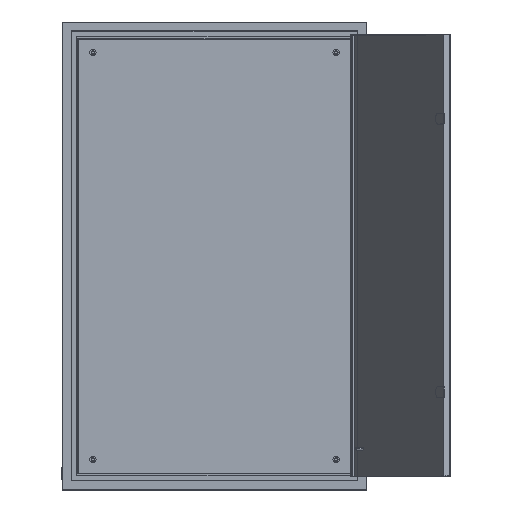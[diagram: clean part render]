
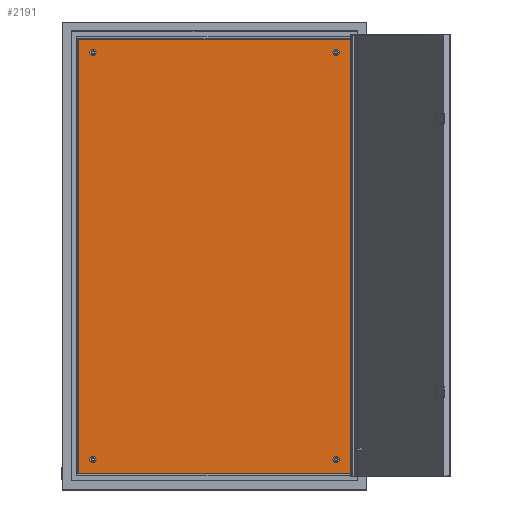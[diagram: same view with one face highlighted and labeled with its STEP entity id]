
A CAD part, top view. The second image highlights one B-rep face of the part: STEP entity #2191.
In plain terms, the highlighted planar face has unit normal (0, 0, 1).
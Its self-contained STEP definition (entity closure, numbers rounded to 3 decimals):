
#126 = CARTESIAN_POINT ( 'NONE',  ( 260., -435., 0. ) ) ;
#174 = CARTESIAN_POINT ( 'NONE',  ( -292.5, -465., 0. ) ) ;
#227 = VECTOR ( 'NONE', #2576, 1000. ) ;
#272 = ORIENTED_EDGE ( 'NONE', *, *, #610, .T. ) ;
#321 = FACE_BOUND ( 'NONE', #620, .T. ) ;
#337 = ORIENTED_EDGE ( 'NONE', *, *, #4109, .T. ) ;
#348 = DIRECTION ( 'NONE',  ( 0., -1., 0. ) ) ;
#421 = CARTESIAN_POINT ( 'NONE',  ( 260., 435., 0. ) ) ;
#445 = VERTEX_POINT ( 'NONE', #4732 ) ;
#480 = LINE ( 'NONE', #4786, #1152 ) ;
#535 = CARTESIAN_POINT ( 'NONE',  ( -292.5, 465., 0. ) ) ;
#562 = AXIS2_PLACEMENT_3D ( 'NONE', #952, #5062, #5025 ) ;
#574 = EDGE_CURVE ( 'NONE', #5158, #5107, #480, .T. ) ;
#610 = EDGE_CURVE ( 'NONE', #3489, #445, #3068, .T. ) ;
#620 = EDGE_LOOP ( 'NONE', ( #1045, #4783 ) ) ;
#729 = EDGE_LOOP ( 'NONE', ( #4183, #4678 ) ) ;
#846 = AXIS2_PLACEMENT_3D ( 'NONE', #2363, #3586, #5190 ) ;
#857 = CARTESIAN_POINT ( 'NONE',  ( -265., -435., 0. ) ) ;
#868 = ORIENTED_EDGE ( 'NONE', *, *, #4809, .F. ) ;
#952 = CARTESIAN_POINT ( 'NONE',  ( -260., -435., 0. ) ) ;
#959 = DIRECTION ( 'NONE',  ( 0., 0., 1. ) ) ;
#978 = AXIS2_PLACEMENT_3D ( 'NONE', #3391, #3413, #2577 ) ;
#983 = EDGE_LOOP ( 'NONE', ( #868, #2821 ) ) ;
#1045 = ORIENTED_EDGE ( 'NONE', *, *, #4841, .F. ) ;
#1050 = DIRECTION ( 'NONE',  ( -1., 0., 0. ) ) ;
#1117 = FACE_BOUND ( 'NONE', #729, .T. ) ;
#1152 = VECTOR ( 'NONE', #2769, 1000. ) ;
#1162 = PLANE ( 'NONE',  #3876 ) ;
#1269 = EDGE_LOOP ( 'NONE', ( #2511, #3090 ) ) ;
#1274 = VECTOR ( 'NONE', #1050, 1000. ) ;
#1468 = EDGE_CURVE ( 'NONE', #4688, #1570, #2237, .T. ) ;
#1563 = EDGE_LOOP ( 'NONE', ( #272, #1976, #4352, #337 ) ) ;
#1570 = VERTEX_POINT ( 'NONE', #3364 ) ;
#1614 = EDGE_CURVE ( 'NONE', #3305, #3412, #4261, .T. ) ;
#1629 = DIRECTION ( 'NONE',  ( -1., 0., 0. ) ) ;
#1702 = DIRECTION ( 'NONE',  ( 1., 0., 0. ) ) ;
#1727 = AXIS2_PLACEMENT_3D ( 'NONE', #3410, #959, #2609 ) ;
#1730 = CARTESIAN_POINT ( 'NONE',  ( -255., -435., 0. ) ) ;
#1747 = LINE ( 'NONE', #4300, #1274 ) ;
#1762 = CARTESIAN_POINT ( 'NONE',  ( 292.5, -465., 0. ) ) ;
#1851 = VERTEX_POINT ( 'NONE', #4327 ) ;
#1896 = EDGE_CURVE ( 'NONE', #4650, #3572, #5010, .T. ) ;
#1976 = ORIENTED_EDGE ( 'NONE', *, *, #5173, .T. ) ;
#2018 = VERTEX_POINT ( 'NONE', #3314 ) ;
#2088 = CARTESIAN_POINT ( 'NONE',  ( 0., 0., 0. ) ) ;
#2191 = ADVANCED_FACE ( 'NONE', ( #3677, #1117, #321, #2343, #5132 ), #1162, .T. ) ;
#2237 = CIRCLE ( 'NONE', #3169, 5. ) ;
#2343 = FACE_BOUND ( 'NONE', #1269, .T. ) ;
#2363 = CARTESIAN_POINT ( 'NONE',  ( -260., -435., 0. ) ) ;
#2414 = DIRECTION ( 'NONE',  ( 0., 0., 1. ) ) ;
#2501 = DIRECTION ( 'NONE',  ( 1., 0., 0. ) ) ;
#2511 = ORIENTED_EDGE ( 'NONE', *, *, #5180, .F. ) ;
#2576 = DIRECTION ( 'NONE',  ( 1., 0., 0. ) ) ;
#2577 = DIRECTION ( 'NONE',  ( 1., 0., 0. ) ) ;
#2609 = DIRECTION ( 'NONE',  ( 1., 0., 0. ) ) ;
#2714 = DIRECTION ( 'NONE',  ( 0., 0., 1. ) ) ;
#2731 = CARTESIAN_POINT ( 'NONE',  ( 260., -435., 0. ) ) ;
#2747 = DIRECTION ( 'NONE',  ( 1., 0., 0. ) ) ;
#2752 = CARTESIAN_POINT ( 'NONE',  ( -292.5, 465., 0. ) ) ;
#2769 = DIRECTION ( 'NONE',  ( 0., 1., 0. ) ) ;
#2821 = ORIENTED_EDGE ( 'NONE', *, *, #1614, .F. ) ;
#2835 = DIRECTION ( 'NONE',  ( 0., 0., 1. ) ) ;
#2999 = CIRCLE ( 'NONE', #846, 5. ) ;
#3068 = LINE ( 'NONE', #2752, #3334 ) ;
#3069 = AXIS2_PLACEMENT_3D ( 'NONE', #126, #3287, #1702 ) ;
#3090 = ORIENTED_EDGE ( 'NONE', *, *, #3929, .F. ) ;
#3137 = CIRCLE ( 'NONE', #4457, 5. ) ;
#3169 = AXIS2_PLACEMENT_3D ( 'NONE', #421, #2414, #4482 ) ;
#3287 = DIRECTION ( 'NONE',  ( 0., 0., 1. ) ) ;
#3305 = VERTEX_POINT ( 'NONE', #857 ) ;
#3314 = CARTESIAN_POINT ( 'NONE',  ( -265., 435., 0. ) ) ;
#3334 = VECTOR ( 'NONE', #348, 1000. ) ;
#3364 = CARTESIAN_POINT ( 'NONE',  ( 265., 435., 0. ) ) ;
#3391 = CARTESIAN_POINT ( 'NONE',  ( -260., 435., 0. ) ) ;
#3410 = CARTESIAN_POINT ( 'NONE',  ( -260., 435., 0. ) ) ;
#3412 = VERTEX_POINT ( 'NONE', #1730 ) ;
#3413 = DIRECTION ( 'NONE',  ( 0., 0., 1. ) ) ;
#3425 = CARTESIAN_POINT ( 'NONE',  ( 265., -435., 0. ) ) ;
#3488 = CARTESIAN_POINT ( 'NONE',  ( 255., -435., 0. ) ) ;
#3489 = VERTEX_POINT ( 'NONE', #535 ) ;
#3572 = VERTEX_POINT ( 'NONE', #3488 ) ;
#3586 = DIRECTION ( 'NONE',  ( 0., 0., 1. ) ) ;
#3656 = EDGE_CURVE ( 'NONE', #3572, #4650, #3137, .T. ) ;
#3677 = FACE_BOUND ( 'NONE', #983, .T. ) ;
#3876 = AXIS2_PLACEMENT_3D ( 'NONE', #2088, #2835, #2501 ) ;
#3929 = EDGE_CURVE ( 'NONE', #2018, #1851, #4745, .T. ) ;
#3957 = AXIS2_PLACEMENT_3D ( 'NONE', #4848, #4863, #1629 ) ;
#4109 = EDGE_CURVE ( 'NONE', #5107, #3489, #1747, .T. ) ;
#4183 = ORIENTED_EDGE ( 'NONE', *, *, #1896, .F. ) ;
#4199 = CARTESIAN_POINT ( 'NONE',  ( 292.5, 465., 0. ) ) ;
#4217 = CIRCLE ( 'NONE', #3957, 5. ) ;
#4261 = CIRCLE ( 'NONE', #562, 5. ) ;
#4300 = CARTESIAN_POINT ( 'NONE',  ( -292.5, 465., 0. ) ) ;
#4327 = CARTESIAN_POINT ( 'NONE',  ( -255., 435., 0. ) ) ;
#4336 = CARTESIAN_POINT ( 'NONE',  ( 255., 435., 0. ) ) ;
#4352 = ORIENTED_EDGE ( 'NONE', *, *, #574, .T. ) ;
#4457 = AXIS2_PLACEMENT_3D ( 'NONE', #2731, #2714, #2747 ) ;
#4482 = DIRECTION ( 'NONE',  ( -1., 0., 0. ) ) ;
#4528 = CIRCLE ( 'NONE', #1727, 5. ) ;
#4650 = VERTEX_POINT ( 'NONE', #3425 ) ;
#4678 = ORIENTED_EDGE ( 'NONE', *, *, #3656, .F. ) ;
#4688 = VERTEX_POINT ( 'NONE', #4336 ) ;
#4732 = CARTESIAN_POINT ( 'NONE',  ( -292.5, -465., 0. ) ) ;
#4734 = LINE ( 'NONE', #174, #227 ) ;
#4745 = CIRCLE ( 'NONE', #978, 5. ) ;
#4783 = ORIENTED_EDGE ( 'NONE', *, *, #1468, .F. ) ;
#4786 = CARTESIAN_POINT ( 'NONE',  ( 292.5, 465., 0. ) ) ;
#4809 = EDGE_CURVE ( 'NONE', #3412, #3305, #2999, .T. ) ;
#4841 = EDGE_CURVE ( 'NONE', #1570, #4688, #4217, .T. ) ;
#4848 = CARTESIAN_POINT ( 'NONE',  ( 260., 435., 0. ) ) ;
#4863 = DIRECTION ( 'NONE',  ( 0., 0., 1. ) ) ;
#5010 = CIRCLE ( 'NONE', #3069, 5. ) ;
#5025 = DIRECTION ( 'NONE',  ( -1., 0., 0. ) ) ;
#5062 = DIRECTION ( 'NONE',  ( 0., 0., 1. ) ) ;
#5107 = VERTEX_POINT ( 'NONE', #4199 ) ;
#5132 = FACE_OUTER_BOUND ( 'NONE', #1563, .T. ) ;
#5158 = VERTEX_POINT ( 'NONE', #1762 ) ;
#5173 = EDGE_CURVE ( 'NONE', #445, #5158, #4734, .T. ) ;
#5180 = EDGE_CURVE ( 'NONE', #1851, #2018, #4528, .T. ) ;
#5190 = DIRECTION ( 'NONE',  ( -1., 0., 0. ) ) ;
